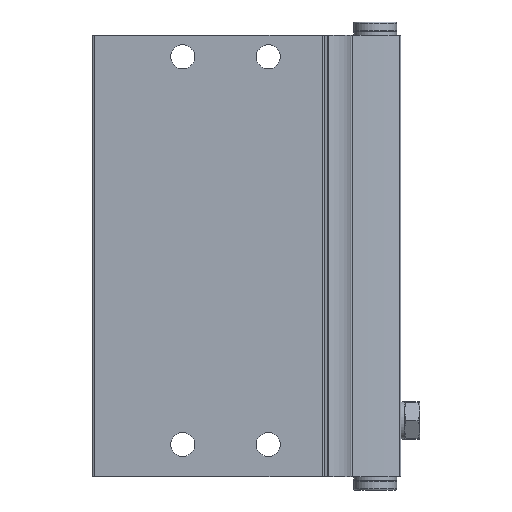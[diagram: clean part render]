
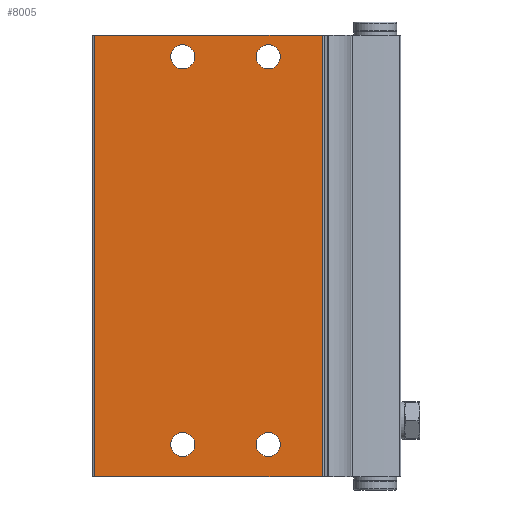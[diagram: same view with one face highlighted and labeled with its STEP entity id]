
A CAD part, front view. The second image highlights one B-rep face of the part: STEP entity #8005.
In plain terms, the highlighted planar face has unit normal (0, -1, 0).
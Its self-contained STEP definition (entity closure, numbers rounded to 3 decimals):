
#218=LINE('',#13290,#793);
#219=LINE('',#13300,#794);
#220=LINE('',#13302,#795);
#221=LINE('',#13304,#796);
#793=VECTOR('',#10075,1000.);
#794=VECTOR('',#10086,1000.);
#795=VECTOR('',#10087,1000.);
#796=VECTOR('',#10088,1000.);
#1347=PLANE('',#9020);
#1653=CIRCLE('',#9021,2.25);
#1654=CIRCLE('',#9022,2.25);
#1655=CIRCLE('',#9023,2.25);
#1656=CIRCLE('',#9024,2.25);
#2178=ORIENTED_EDGE('',*,*,#4270,.F.);
#2179=ORIENTED_EDGE('',*,*,#4271,.F.);
#2180=ORIENTED_EDGE('',*,*,#4272,.F.);
#2181=ORIENTED_EDGE('',*,*,#4273,.F.);
#2182=ORIENTED_EDGE('',*,*,#4274,.F.);
#2183=ORIENTED_EDGE('',*,*,#4269,.F.);
#2184=ORIENTED_EDGE('',*,*,#4275,.T.);
#2185=ORIENTED_EDGE('',*,*,#4276,.T.);
#4269=EDGE_CURVE('',#5307,#5306,#218,.T.);
#4270=EDGE_CURVE('',#5308,#5308,#1653,.T.);
#4271=EDGE_CURVE('',#5309,#5309,#1654,.T.);
#4272=EDGE_CURVE('',#5310,#5310,#1655,.T.);
#4273=EDGE_CURVE('',#5311,#5311,#1656,.T.);
#4274=EDGE_CURVE('',#5306,#5312,#219,.T.);
#4275=EDGE_CURVE('',#5307,#5313,#220,.T.);
#4276=EDGE_CURVE('',#5313,#5312,#221,.T.);
#5306=VERTEX_POINT('',#13287);
#5307=VERTEX_POINT('',#13289);
#5308=VERTEX_POINT('',#13293);
#5309=VERTEX_POINT('',#13295);
#5310=VERTEX_POINT('',#13297);
#5311=VERTEX_POINT('',#13299);
#5312=VERTEX_POINT('',#13301);
#5313=VERTEX_POINT('',#13303);
#6165=EDGE_LOOP('',(#2178));
#6166=EDGE_LOOP('',(#2179));
#6167=EDGE_LOOP('',(#2180));
#6168=EDGE_LOOP('',(#2181));
#6169=EDGE_LOOP('',(#2182,#2183,#2184,#2185));
#7016=FACE_BOUND('',#6165,.T.);
#7017=FACE_BOUND('',#6166,.T.);
#7018=FACE_BOUND('',#6167,.T.);
#7019=FACE_BOUND('',#6168,.T.);
#7020=FACE_BOUND('',#6169,.T.);
#8005=ADVANCED_FACE('',(#7016,#7017,#7018,#7019,#7020),#1347,.T.);
#9020=AXIS2_PLACEMENT_3D('',#13291,#10076,#10077);
#9021=AXIS2_PLACEMENT_3D('',#13292,#10078,#10079);
#9022=AXIS2_PLACEMENT_3D('',#13294,#10080,#10081);
#9023=AXIS2_PLACEMENT_3D('',#13296,#10082,#10083);
#9024=AXIS2_PLACEMENT_3D('',#13298,#10084,#10085);
#10075=DIRECTION('',(0.,0.,1.));
#10076=DIRECTION('',(0.,-1.,0.));
#10077=DIRECTION('',(0.,0.,-1.));
#10078=DIRECTION('',(0.,-1.,0.));
#10079=DIRECTION('',(0.,0.,-1.));
#10080=DIRECTION('',(0.,-1.,0.));
#10081=DIRECTION('',(0.,0.,-1.));
#10082=DIRECTION('',(0.,-1.,0.));
#10083=DIRECTION('',(0.,0.,-1.));
#10084=DIRECTION('',(0.,-1.,0.));
#10085=DIRECTION('',(0.,0.,-1.));
#10086=DIRECTION('',(1.,0.,0.));
#10087=DIRECTION('',(1.,0.,0.));
#10088=DIRECTION('',(0.,0.,1.));
#13287=CARTESIAN_POINT('',(-18.069,0.,0.));
#13289=CARTESIAN_POINT('',(-18.069,0.,-82.5));
#13290=CARTESIAN_POINT('',(-18.069,0.,-82.5));
#13291=CARTESIAN_POINT('',(-18.069,0.,-82.5));
#13292=CARTESIAN_POINT('',(-8.,0.,-6.));
#13293=CARTESIAN_POINT('',(-8.,0.,-8.25));
#13294=CARTESIAN_POINT('',(-8.,0.,-78.5));
#13295=CARTESIAN_POINT('',(-8.,0.,-80.75));
#13296=CARTESIAN_POINT('',(8.,0.,-78.5));
#13297=CARTESIAN_POINT('',(8.,0.,-80.75));
#13298=CARTESIAN_POINT('',(8.,0.,-6.));
#13299=CARTESIAN_POINT('',(8.,0.,-8.25));
#13300=CARTESIAN_POINT('',(-18.069,0.,0.));
#13301=CARTESIAN_POINT('',(24.5,0.,0.));
#13302=CARTESIAN_POINT('',(-18.069,0.,-82.5));
#13303=CARTESIAN_POINT('',(24.5,0.,-82.5));
#13304=CARTESIAN_POINT('',(24.5,0.,-82.5));
